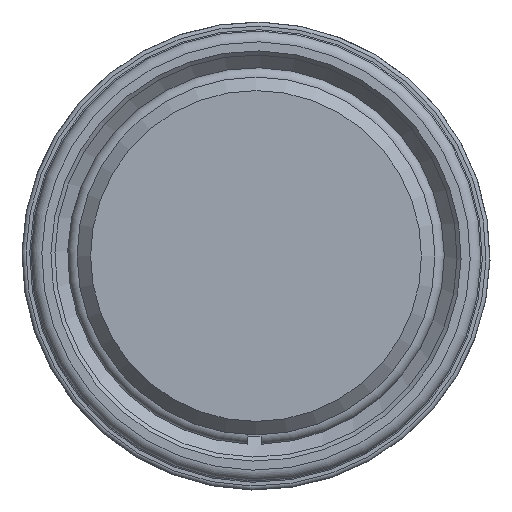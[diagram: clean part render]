
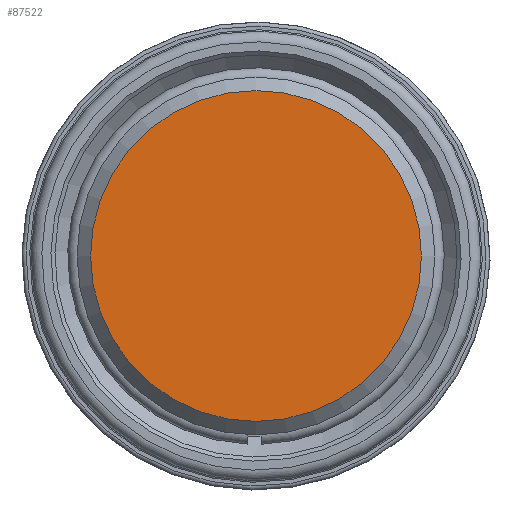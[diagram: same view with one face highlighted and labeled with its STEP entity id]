
A CAD part, left-side view. The second image highlights one B-rep face of the part: STEP entity #87522.
In plain terms, the highlighted planar face has unit normal (-1, 0, 0).
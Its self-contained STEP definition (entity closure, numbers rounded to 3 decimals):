
#87502=CARTESIAN_POINT('',(0.,-12.3,0.));
#87503=VERTEX_POINT('',#87502);
#87504=CARTESIAN_POINT('',(0.,0.0,0.0));
#87505=DIRECTION('',(1.0,0.0,0.0));
#87506=DIRECTION('',(0.0,1.0,0.0));
#87507=AXIS2_PLACEMENT_3D('',#87504,#87505,#87506);
#87508=CIRCLE('',#87507,12.3);
#87509=EDGE_CURVE('',#87503,#87503,#87508,.T.);
#87514=CARTESIAN_POINT('',(0.,-11.725,0.0));
#87515=DIRECTION('',(-1.0,0.0,0.0));
#87516=DIRECTION('',(0.0,0.0,1.0));
#87517=AXIS2_PLACEMENT_3D('',#87514,#87515,#87516);
#87518=PLANE('',#87517);
#87519=ORIENTED_EDGE('',*,*,#87509,.F.);
#87520=EDGE_LOOP('',(#87519));
#87521=FACE_OUTER_BOUND('',#87520,.T.);
#87522=ADVANCED_FACE('',(#87521),#87518,.T.);
